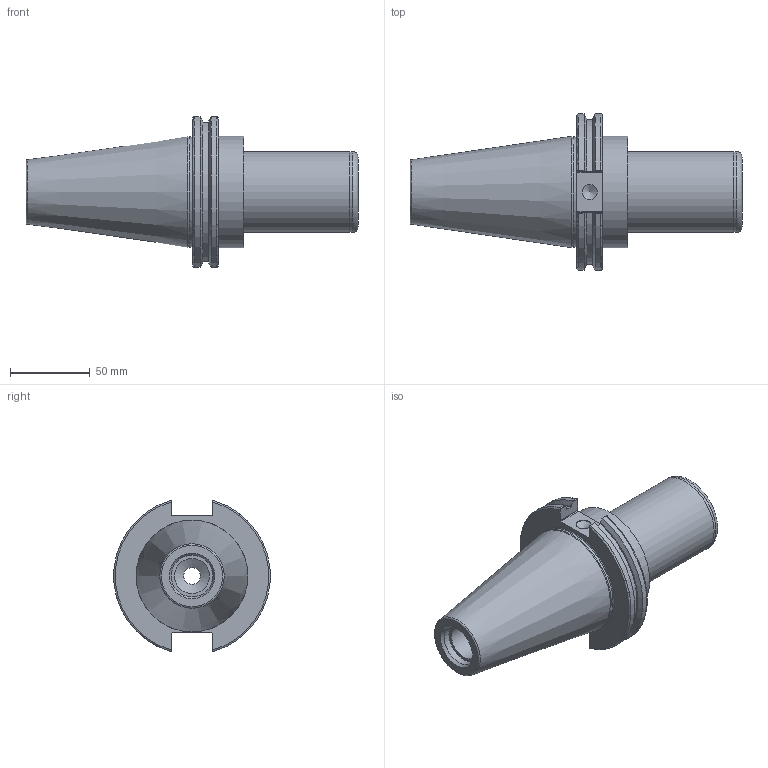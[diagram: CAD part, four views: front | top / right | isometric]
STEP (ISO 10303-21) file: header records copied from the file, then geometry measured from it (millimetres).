
FILE_DESCRIPTION(/* description */ ('','CAx-IF Rec.Pracs.---Representation and Presentation of Product Manufacturing Information (PMI)---4.0---2014-10-13'),/* implementation_level */ '2;1');
FILE_NAME(/* name */ 'QL017.stp',/* time_stamp */ '2025-03-26T10:33:50+09:00',/* author */ ('eos'),/* organization */ (''),/* preprocessor_version */ 'ST-DEVELOPER v20',/* originating_system */ 'Autodesk Inventor 2025',/* authorisation */ '');
FILE_SCHEMA (('AP242_MANAGED_MODEL_BASED_3D_ENGINEERING_MIM_LF { 1 0 10303 442 1 1 4 }'));
Length unit declared in the file: millimetre
Products named in the file (4): LO-CAT50-SSH31.75-101.6; CAT50; SSH25.4-CAP; SSH25.4-DRIVE KEY
Assembly tree (3 placements, depth 2):
  LO-CAT50-SSH31.75-101.6
    CAT50
    SSH25.4-CAP
    SSH25.4-DRIVE KEY
Bounding box: 208.35 x 98.06 x 94.69 mm (x, y, z)
Volume: 502661.7 mm3; surface area: 75435.4 mm2
Topology: 3 solids, 3 shells, 98 faces, 246 edges, 160 vertices
Faces by surface type: plane 50, cylinder 24, cone 14, torus 8, bspline 2
Full cylindrical faces by diameter (mm): 3 x2, 9.525 x1, 10.592 x1, 13.5 x1, 20.6 x1, 21.971 x1, 26.2 x1, 31.75 x1, 40.2 x1, 50.8 x2, 69.25 x1, 69.85 x1
Entity records: 4035 total; most frequent: CARTESIAN_POINT 1053, DIRECTION 573, ORIENTED_EDGE 486, EDGE_CURVE 243, AXIS2_PLACEMENT_3D 226, VERTEX_POINT 160, STYLED_ITEM 123, LINE 121
